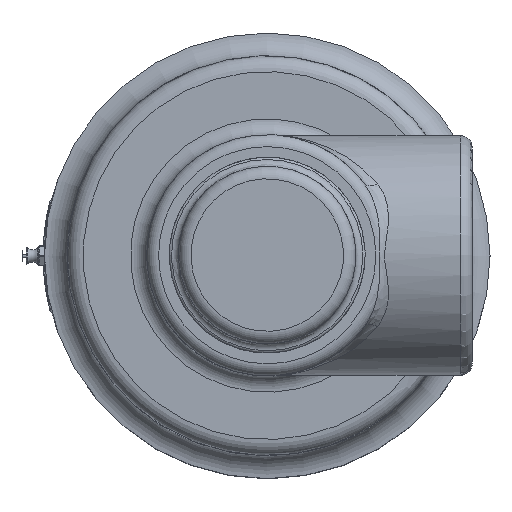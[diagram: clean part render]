
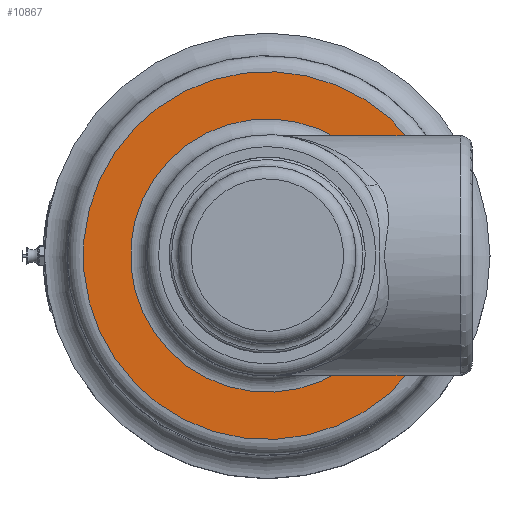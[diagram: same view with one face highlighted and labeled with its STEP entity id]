
A CAD part, top view. The second image highlights one B-rep face of the part: STEP entity #10867.
In plain terms, the highlighted planar face has unit normal (0, 0, 1).
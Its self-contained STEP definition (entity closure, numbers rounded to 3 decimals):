
#761=LINE('',#67625,#1406);
#763=LINE('',#69104,#1408);
#1406=VECTOR('',#13895,27.906);
#1408=VECTOR('',#13923,27.906);
#2671=CIRCLE('',#11703,54.65);
#2672=CIRCLE('',#11705,73.55);
#2894=PLANE('',#11704);
#3474=FACE_OUTER_BOUND('',#4121,.T.);
#4121=EDGE_LOOP('',(#10159,#10160,#10161,#10162));
#5537=VERTEX_POINT('',#67618);
#5540=VERTEX_POINT('',#67623);
#5559=VERTEX_POINT('',#69069);
#5561=VERTEX_POINT('',#69101);
#7051=EDGE_CURVE('',#5540,#5537,#761,.T.);
#7081=EDGE_CURVE('',#5559,#5561,#763,.T.);
#7099=EDGE_CURVE('',#5561,#5540,#2671,.T.);
#7100=EDGE_CURVE('',#5537,#5559,#2672,.T.);
#10159=ORIENTED_EDGE('',*,*,#7051,.F.);
#10160=ORIENTED_EDGE('',*,*,#7099,.F.);
#10161=ORIENTED_EDGE('',*,*,#7081,.F.);
#10162=ORIENTED_EDGE('',*,*,#7100,.F.);
#10867=ADVANCED_FACE('',(#3474),#2894,.F.);
#11703=AXIS2_PLACEMENT_3D('',#69171,#13972,#13973);
#11704=AXIS2_PLACEMENT_3D('',#69172,#13974,#13975);
#11705=AXIS2_PLACEMENT_3D('',#69173,#13976,#13977);
#13895=DIRECTION('',(1.,0.,0.));
#13923=DIRECTION('',(-1.,0.,0.));
#13972=DIRECTION('center_axis',(0.,0.,1.));
#13973=DIRECTION('ref_axis',(-1.,0.,0.));
#13974=DIRECTION('center_axis',(0.,0.,-1.));
#13975=DIRECTION('ref_axis',(-1.,0.,0.));
#13976=DIRECTION('center_axis',(0.,0.,-1.));
#13977=DIRECTION('ref_axis',(-1.,0.,0.));
#67618=CARTESIAN_POINT('',(57.366,-46.029,133.4));
#67623=CARTESIAN_POINT('',(29.46,-46.029,133.4));
#67625=CARTESIAN_POINT('',(29.46,-46.029,133.4));
#69069=CARTESIAN_POINT('',(57.366,46.029,133.4));
#69101=CARTESIAN_POINT('',(29.46,46.029,133.4));
#69104=CARTESIAN_POINT('',(57.366,46.029,133.4));
#69171=CARTESIAN_POINT('Origin',(0.,0.,133.4));
#69172=CARTESIAN_POINT('Origin',(0.,0.,133.4));
#69173=CARTESIAN_POINT('Origin',(0.,0.,133.4));
